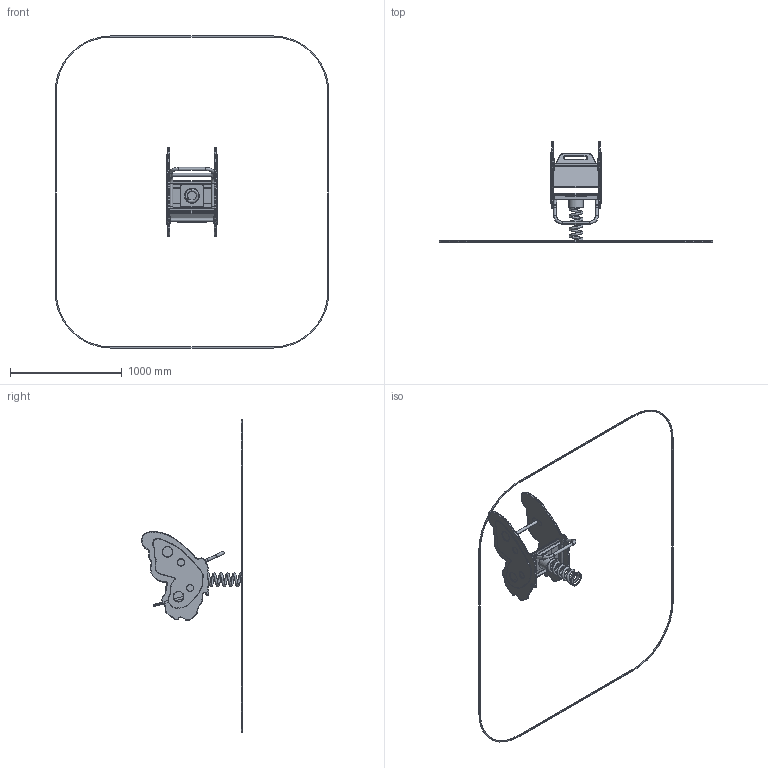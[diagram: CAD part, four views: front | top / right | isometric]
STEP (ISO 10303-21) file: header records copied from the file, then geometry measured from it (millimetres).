
FILE_DESCRIPTION(('STEP AP214'), '1');
FILE_NAME('Êà÷àëêà íà ïðóæèíå ÊÁ-70 ñ ÔÊ', '', ('UNSPECIFIED'), ('UNSPECIFIED'), 'C3D Converter', 'C3D Toolkit', '');
FILE_SCHEMA(('AUTOMOTIVE_DESIGN { 1 0 10303 214 3 1 1}'));
Length unit declared in the file: millimetre
Products named in the file (24): КБ-70-00.00.00; КБ-02-00.00.03; КБ-70-00.00.01; КБ-02.1-01.00.00; СИС-11.01; КБ-70-00.00.02; КБ-70-00.00.03; КБ-70-00.00.04; КБ-70-02.00.00; КБ-02.1-03.00.00; КБ-02.01.00.01; П500-00.00; НФ-00002668; П500-00.02; КБ-02-01.00.03; КБ-02-01.00.02; КБ-02-01.00.04
Assembly tree (29 placements, depth 5):
  КБ-70-00.00.00
    КБ-70-00.00.00
      КБ-02-00.00.03
      КБ-70-00.00.01
      КБ-02.1-01.00.00  x2
        СИС-11.01
        КБ-02.1-01.00.00
      КБ-70-00.00.02
      КБ-70-00.00.03
      КБ-70-00.00.04  x2
      КБ-70-02.00.00
        (unnamed)  x2
        (unnamed)  x2
        (unnamed)
      КБ-02.1-03.00.00
        КБ-02.01.00.01
        П500-00.00
          НФ-00002668
          П500-00.02
          П500-00.02
        КБ-02-01.00.03
        КБ-02-01.00.03
        КБ-02-01.00.02
        КБ-02-01.00.04  x2
Bounding box: 2454 x 901.85 x 2798.91 mm (x, y, z)
Volume: 20257036.4 mm3; surface area: 3628482.7 mm2
Topology: 26 solids, 26 shells, 363 faces, 771 edges, 470 vertices
Faces by surface type: plane 169, cylinder 108, torus 48, bspline 18, cone 12, extrusion 8
Full cylindrical faces by diameter (mm): 11 x2, 21.2 x9, 26.8 x9, 27 x2, 60 x4, 90 x4, 125 x2, 133 x2
Entity records: 25525 total; most frequent: CARTESIAN_POINT 16418, DIRECTION 1383, ORIENTED_EDGE 1082, EDGE_CURVE 541, AXIS2_PLACEMENT_3D 540, VERTEX_POINT 341, EDGE_LOOP 340, VECTOR 303
